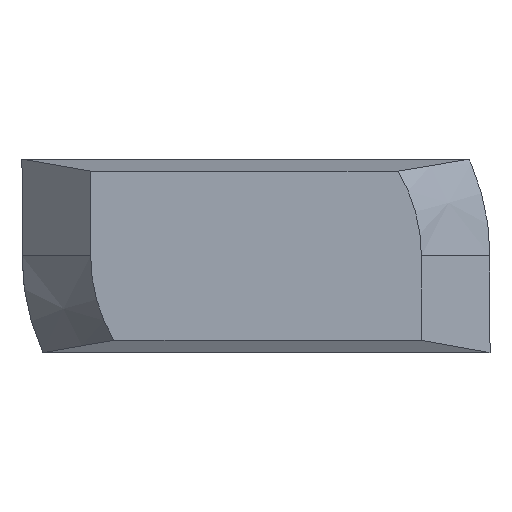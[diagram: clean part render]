
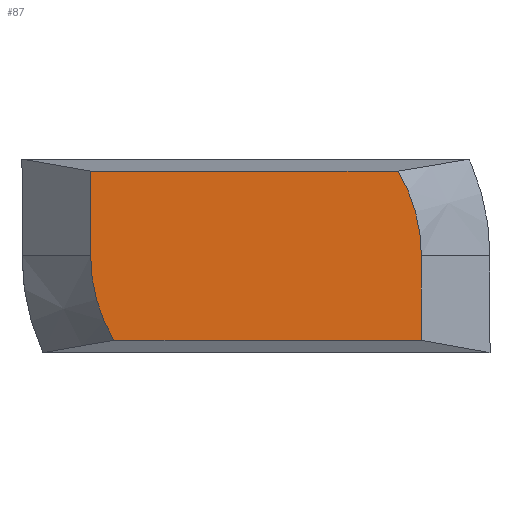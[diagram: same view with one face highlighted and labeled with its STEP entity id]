
A CAD part, top view. The second image highlights one B-rep face of the part: STEP entity #87.
In plain terms, the highlighted planar face has unit normal (0, 0, 1).
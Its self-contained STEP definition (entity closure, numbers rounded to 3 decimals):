
#87=ADVANCED_FACE('',(#176),#177,.T.);
#176=FACE_OUTER_BOUND('',#263,.T.);
#177=PLANE('',#264);
#263=EDGE_LOOP('',(#446,#447,#448,#449,#450,#451));
#264=AXIS2_PLACEMENT_3D('',#452,#453,#454);
#446=ORIENTED_EDGE('',*,*,#585,.F.);
#447=ORIENTED_EDGE('',*,*,#583,.T.);
#448=ORIENTED_EDGE('',*,*,#578,.F.);
#449=ORIENTED_EDGE('',*,*,#575,.F.);
#450=ORIENTED_EDGE('',*,*,#586,.T.);
#451=ORIENTED_EDGE('',*,*,#587,.F.);
#452=CARTESIAN_POINT('',(-5.3,-3.1,4.5));
#453=DIRECTION('',(-0.0,0.,1.0));
#454=DIRECTION('',(1.0,0.0,0.0));
#575=EDGE_CURVE('',#692,#694,#695,.F.);
#578=EDGE_CURVE('',#694,#698,#699,.T.);
#583=EDGE_CURVE('',#702,#698,#706,.T.);
#585=EDGE_CURVE('',#702,#708,#709,.T.);
#586=EDGE_CURVE('',#692,#710,#711,.F.);
#587=EDGE_CURVE('',#708,#710,#712,.T.);
#692=VERTEX_POINT('',#848);
#694=VERTEX_POINT('',#851);
#695=LINE('',#852,#853);
#698=VERTEX_POINT('',#857);
#699=LINE('',#858,#859);
#702=VERTEX_POINT('',#871);
#706=CIRCLE('',#876,5.3);
#708=VERTEX_POINT('',#878);
#709=LINE('',#879,#880);
#710=VERTEX_POINT('',#881);
#711=CIRCLE('',#882,5.3);
#712=LINE('',#883,#884);
#848=CARTESIAN_POINT('',(5.3,0.,4.5));
#851=CARTESIAN_POINT('',(5.3,-2.712,4.5));
#852=CARTESIAN_POINT('',(5.3,-3.1,4.5));
#853=VECTOR('',#984,1.0);
#857=CARTESIAN_POINT('',(-4.554,-2.712,4.5));
#858=CARTESIAN_POINT('',(-6.665,-2.712,4.5));
#859=VECTOR('',#986,1.0);
#871=CARTESIAN_POINT('',(-5.3,0.,4.5));
#876=AXIS2_PLACEMENT_3D('',#991,#992,#993);
#878=CARTESIAN_POINT('',(-5.3,2.712,4.5));
#879=CARTESIAN_POINT('',(-5.3,-3.1,4.5));
#880=VECTOR('',#994,1.0);
#881=CARTESIAN_POINT('',(4.554,2.712,4.5));
#882=AXIS2_PLACEMENT_3D('',#995,#996,#997);
#883=CARTESIAN_POINT('',(-7.,2.712,4.5));
#884=VECTOR('',#998,1.0);
#984=DIRECTION('',(0.0,1.0,0.));
#986=DIRECTION('',(-1.0,0.0,0.0));
#991=CARTESIAN_POINT('',(0.0,0.,4.5));
#992=DIRECTION('',(0.0,0.,1.0));
#993=DIRECTION('',(-1.0,0.0,0.0));
#994=DIRECTION('',(0.0,1.0,0.));
#995=CARTESIAN_POINT('',(0.0,0.,4.5));
#996=DIRECTION('',(-0.0,0.,-1.0));
#997=DIRECTION('',(-1.0,0.0,0.0));
#998=DIRECTION('',(1.0,0.0,0.0));
